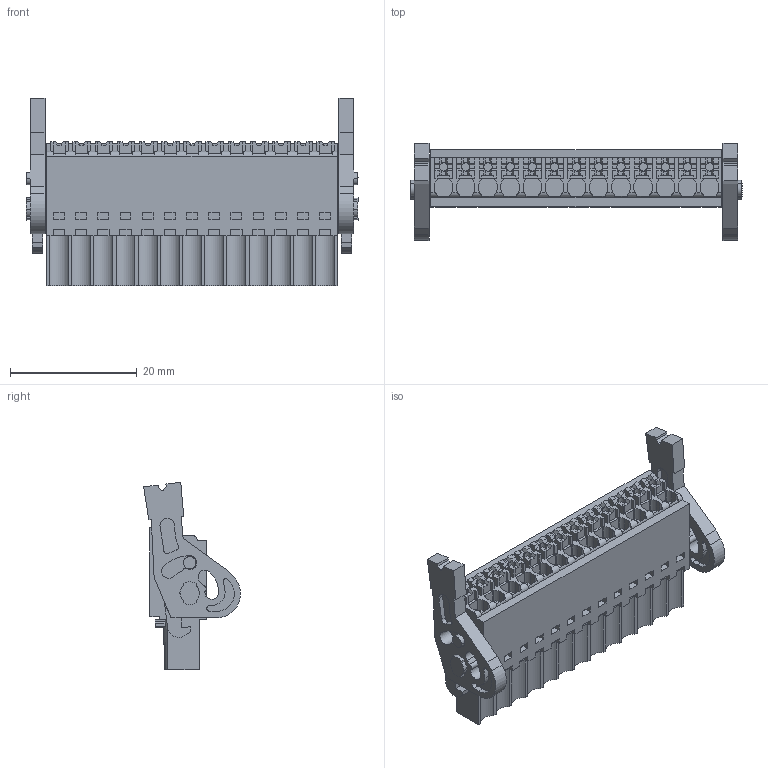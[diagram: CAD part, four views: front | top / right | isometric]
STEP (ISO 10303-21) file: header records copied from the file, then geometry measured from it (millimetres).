
FILE_DESCRIPTION(('CATIA V5R24 STEP','CAx-IF Rec.Pracs.--- Model Styling and Organization---1.2---2011-12-15'),'2;1');
FILE_NAME ('D1463159_0', '2018-03-16T13:21:01+00:00', ('Weidmueller Interface'), ('Weidmueller'), 'CATIA Version 5-6 Release 2014 SP4 HF52', 'CATIA V5 STEP AP214', 'none');
FILE_SCHEMA(('AUTOMOTIVE_DESIGN { 1 0 10303 214 1 1 1 1 }'));
Length unit declared in the file: millimetre
Products named in the file (1): 2538200000
Bounding box: 52.4 x 15.3 x 29.59 mm (x, y, z)
Volume: 7446.2 mm3; surface area: 6736.2 mm2
Topology: 16 solids, 16 shells, 1400 faces, 4072 edges, 2742 vertices
Faces by surface type: plane 1197, cylinder 203
Entity records: 43513 total; most frequent: CARTESIAN_POINT 8898, ORIENTED_EDGE 8144, DIRECTION 5573, EDGE_CURVE 4072, VECTOR 3292, LINE 3292, VERTEX_POINT 2742, EDGE_LOOP 1476
